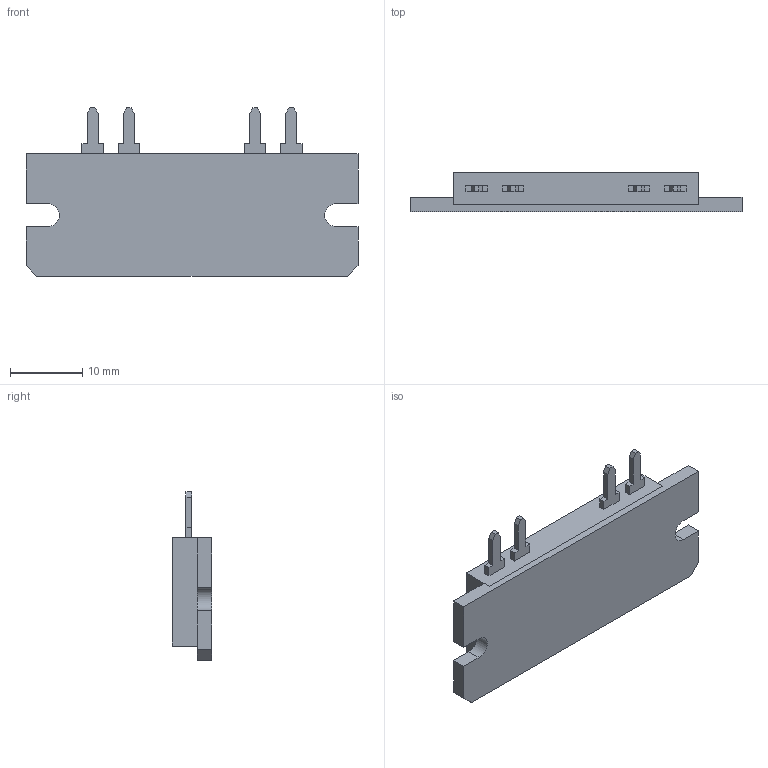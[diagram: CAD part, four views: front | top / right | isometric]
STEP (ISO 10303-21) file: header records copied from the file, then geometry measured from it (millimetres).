
FILE_DESCRIPTION (( 'STEP AP203' ), '1' );
FILE_NAME ('FHR_4-4618.STEP', '2024-07-17T14:08:20', ( '' ), ( '' ), 'SwSTEP 2.0', 'SolidWorks 2023', '' );
FILE_SCHEMA (( 'CONFIG_CONTROL_DESIGN' ));
Length unit declared in the file: millimetre
Products named in the file (1): FHR_4-4618
Bounding box: 46 x 5.5 x 23.4 mm (x, y, z)
Volume: 3239.1 mm3; surface area: 3462.3 mm2
Topology: 2 solids, 2 shells, 79 faces, 210 edges, 140 vertices
Faces by surface type: plane 75, cylinder 4
Entity records: 2487 total; most frequent: CARTESIAN_POINT 430, ORIENTED_EDGE 420, DIRECTION 378, EDGE_CURVE 210, LINE 202, VECTOR 202, VERTEX_POINT 140, AXIS2_PLACEMENT_3D 88
